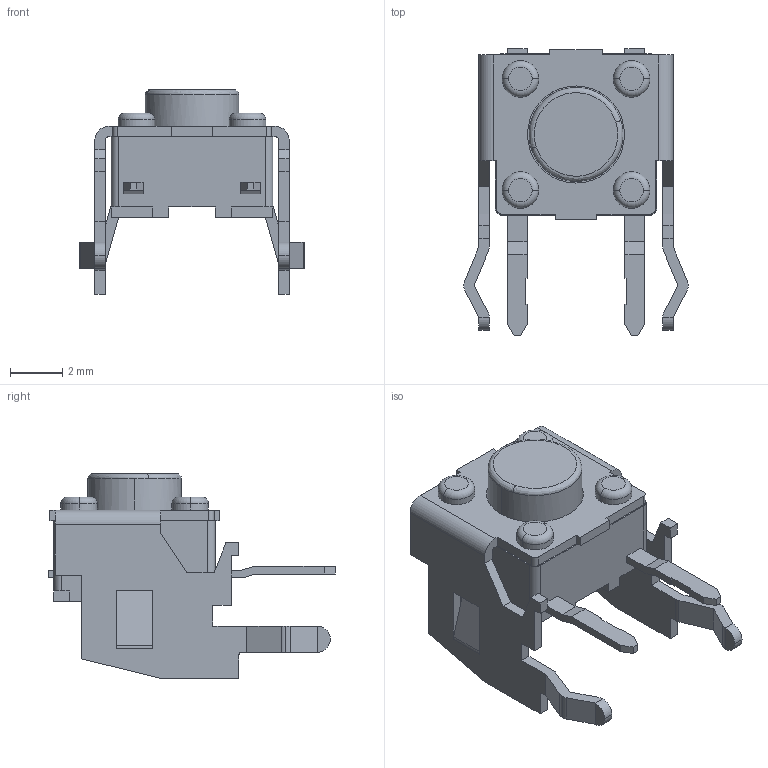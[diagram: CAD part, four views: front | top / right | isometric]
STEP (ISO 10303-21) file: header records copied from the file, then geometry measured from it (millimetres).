
FILE_DESCRIPTION(('STEP AP214'),'1');
FILE_NAME(' ',' ',('TraceParts'),('TraceParts S.A.'),'XStep 1.0',' ',' ');
FILE_SCHEMA(('automotive_design'));
Length unit declared in the file: millimetre
Products named in the file (1): 翌拶凰1
Bounding box: 8.61 x 11 x 7.85 mm (x, y, z)
Volume: 171.6 mm3; surface area: 407.9 mm2
Topology: 1 solids, 1 shells, 247 faces, 668 edges, 436 vertices
Faces by surface type: plane 199, cylinder 38, torus 8, bspline 2
Entity records: 7709 total; most frequent: CARTESIAN_POINT 1388, ORIENTED_EDGE 1336, DIRECTION 1256, EDGE_CURVE 668, LINE 568, VECTOR 568, VERTEX_POINT 436, AXIS2_PLACEMENT_3D 344
